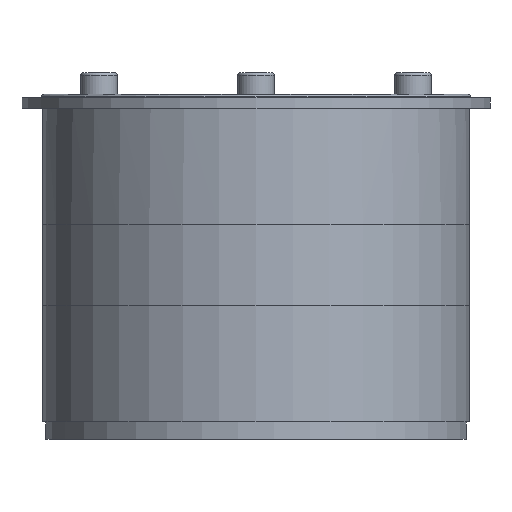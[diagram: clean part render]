
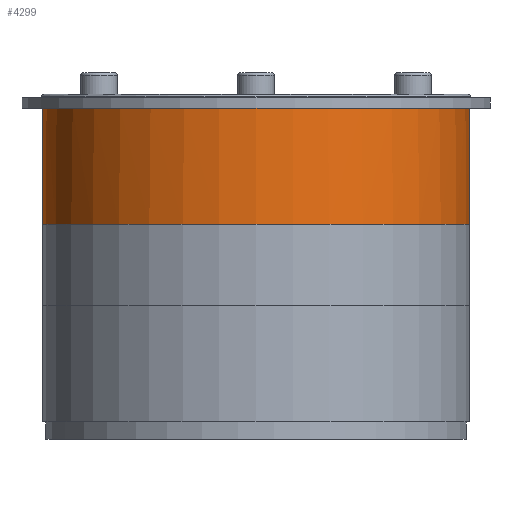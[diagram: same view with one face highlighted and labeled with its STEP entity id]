
A CAD part, front view. The second image highlights one B-rep face of the part: STEP entity #4299.
In plain terms, the highlighted cylindrical face has radius 50 mm (diameter 100 mm), a partial arc.
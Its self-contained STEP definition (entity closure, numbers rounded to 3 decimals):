
#294=FACE_OUTER_BOUND('',#553,.T.);
#553=EDGE_LOOP('',(#2780,#2781,#2782,#2783,#2784,#2785));
#842=LINE('',#6692,#1102);
#843=LINE('',#6694,#1103);
#1102=VECTOR('',#5239,10.);
#1103=VECTOR('',#5242,10.);
#1341=CIRCLE('',#4568,50.);
#1355=CIRCLE('',#4594,50.);
#1356=CIRCLE('',#4595,50.);
#1357=CIRCLE('',#4597,50.);
#1676=VERTEX_POINT('',#6585);
#1677=VERTEX_POINT('',#6587);
#1703=VERTEX_POINT('',#6674);
#1708=VERTEX_POINT('',#6683);
#1709=VERTEX_POINT('',#6685);
#1710=VERTEX_POINT('',#6688);
#2074=EDGE_CURVE('',#1677,#1676,#1341,.T.);
#2114=EDGE_CURVE('',#1708,#1709,#1355,.T.);
#2117=EDGE_CURVE('',#1710,#1703,#1356,.T.);
#2118=EDGE_CURVE('',#1709,#1676,#842,.T.);
#2119=EDGE_CURVE('',#1703,#1708,#1357,.T.);
#2120=EDGE_CURVE('',#1677,#1710,#843,.T.);
#2780=ORIENTED_EDGE('',*,*,#2074,.T.);
#2781=ORIENTED_EDGE('',*,*,#2118,.F.);
#2782=ORIENTED_EDGE('',*,*,#2114,.F.);
#2783=ORIENTED_EDGE('',*,*,#2119,.F.);
#2784=ORIENTED_EDGE('',*,*,#2117,.F.);
#2785=ORIENTED_EDGE('',*,*,#2120,.F.);
#3974=CYLINDRICAL_SURFACE('',#4596,50.);
#4299=ADVANCED_FACE('',(#294),#3974,.T.);
#4568=AXIS2_PLACEMENT_3D('',#6588,#5160,#5161);
#4594=AXIS2_PLACEMENT_3D('',#6686,#5231,#5232);
#4595=AXIS2_PLACEMENT_3D('',#6690,#5235,#5236);
#4596=AXIS2_PLACEMENT_3D('',#6691,#5237,#5238);
#4597=AXIS2_PLACEMENT_3D('',#6693,#5240,#5241);
#5160=DIRECTION('center_axis',(0.,0.,
1.));
#5161=DIRECTION('ref_axis',(1.,0.,0.));
#5231=DIRECTION('center_axis',(0.,0.,
1.));
#5232=DIRECTION('ref_axis',(1.,0.,0.));
#5235=DIRECTION('center_axis',(0.,0.,
1.));
#5236=DIRECTION('ref_axis',(1.,0.,0.));
#5237=DIRECTION('center_axis',(0.,0.,
-1.));
#5238=DIRECTION('ref_axis',(1.,0.,0.));
#5239=DIRECTION('',(0.,0.,-1.));
#5240=DIRECTION('center_axis',(0.,0.,
1.));
#5241=DIRECTION('ref_axis',(1.,0.,0.));
#5242=DIRECTION('',(0.,0.,1.));
#6585=CARTESIAN_POINT('',(50.,0.,-27.2));
#6587=CARTESIAN_POINT('',(-50.,0.,-27.2));
#6588=CARTESIAN_POINT('Origin',(0.,0.,
-27.2));
#6674=CARTESIAN_POINT('',(-49.99,-1.,0.));
#6683=CARTESIAN_POINT('',(49.99,-1.,0.));
#6685=CARTESIAN_POINT('',(50.,0.,0.));
#6686=CARTESIAN_POINT('Origin',(0.,0.,
0.));
#6688=CARTESIAN_POINT('',(-50.,0.,0.));
#6690=CARTESIAN_POINT('Origin',(0.,0.,
0.));
#6691=CARTESIAN_POINT('Origin',(0.,0.,-36.75));
#6692=CARTESIAN_POINT('',(50.,0.,-36.75));
#6693=CARTESIAN_POINT('Origin',(0.,0.,
0.));
#6694=CARTESIAN_POINT('',(-50.,0.,-36.75));
